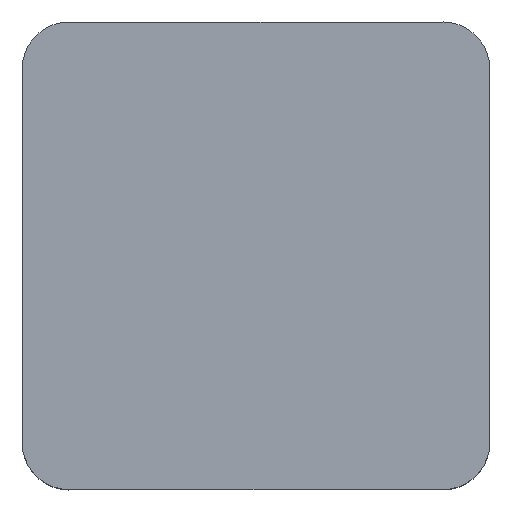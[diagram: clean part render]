
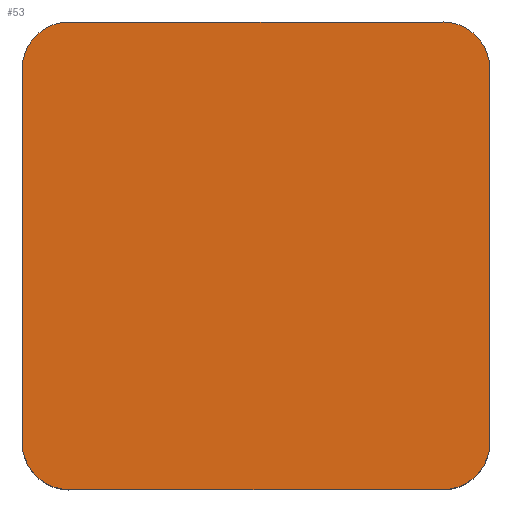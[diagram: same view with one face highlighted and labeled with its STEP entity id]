
A CAD part, top view. The second image highlights one B-rep face of the part: STEP entity #53.
In plain terms, the highlighted planar face has unit normal (0, 0, 1).
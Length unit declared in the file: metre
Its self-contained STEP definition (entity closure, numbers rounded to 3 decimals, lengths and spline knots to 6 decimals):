
#53=ADVANCED_FACE('NONE',(#107),#108,.F.);
#107=FACE_OUTER_BOUND('',#158,.T.);
#108=PLANE('',#159);
#158=EDGE_LOOP('',(#242,#243,#244,#245,#246,#247,#248,#249));
#159=AXIS2_PLACEMENT_3D('',#250,#251,#252);
#242=ORIENTED_EDGE('',*,*,#317,.F.);
#243=ORIENTED_EDGE('',*,*,#336,.T.);
#244=ORIENTED_EDGE('',*,*,#310,.F.);
#245=ORIENTED_EDGE('',*,*,#337,.T.);
#246=ORIENTED_EDGE('',*,*,#325,.F.);
#247=ORIENTED_EDGE('',*,*,#338,.T.);
#248=ORIENTED_EDGE('',*,*,#320,.F.);
#249=ORIENTED_EDGE('',*,*,#339,.T.);
#250=CARTESIAN_POINT('',(-0.093967,0.470049,0.205976));
#251=DIRECTION('',(0.,0.,-1.));
#252=DIRECTION('',(1.,0.,0.));
#310=EDGE_CURVE('NONE',#362,#363,#364,.T.);
#317=EDGE_CURVE('NONE',#374,#376,#377,.T.);
#320=EDGE_CURVE('NONE',#380,#381,#382,.T.);
#325=EDGE_CURVE('NONE',#389,#390,#391,.T.);
#336=EDGE_CURVE('NONE',#374,#363,#404,.T.);
#337=EDGE_CURVE('NONE',#362,#390,#405,.T.);
#338=EDGE_CURVE('NONE',#389,#381,#406,.T.);
#339=EDGE_CURVE('NONE',#380,#376,#407,.T.);
#362=VERTEX_POINT('NONE',#434);
#363=VERTEX_POINT('NONE',#435);
#364=LINE('',#436,#437);
#374=VERTEX_POINT('NONE',#451);
#376=VERTEX_POINT('NONE',#454);
#377=LINE('',#455,#456);
#380=VERTEX_POINT('NONE',#460);
#381=VERTEX_POINT('NONE',#461);
#382=LINE('',#462,#463);
#389=VERTEX_POINT('NONE',#473);
#390=VERTEX_POINT('NONE',#474);
#391=LINE('',#475,#476);
#404=CIRCLE('',#492,0.003);
#405=CIRCLE('',#493,0.003);
#406=CIRCLE('',#494,0.003);
#407=CIRCLE('',#495,0.003);
#434=CARTESIAN_POINT('',(-0.108967,0.458049,0.205976));
#435=CARTESIAN_POINT('',(-0.108967,0.482049,0.205975));
#436=CARTESIAN_POINT('',(-0.108967,0.485049,0.205975));
#437=VECTOR('',#514,1.0);
#451=CARTESIAN_POINT('',(-0.105967,0.485049,0.205975));
#454=CARTESIAN_POINT('',(-0.081967,0.485049,0.205976));
#455=CARTESIAN_POINT('',(-0.078967,0.485049,0.205976));
#456=VECTOR('',#520,1.0);
#460=CARTESIAN_POINT('',(-0.078967,0.482049,0.205976));
#461=CARTESIAN_POINT('',(-0.078967,0.458049,0.205976));
#462=CARTESIAN_POINT('',(-0.078967,0.485049,0.205976));
#463=VECTOR('',#522,1.0);
#473=CARTESIAN_POINT('',(-0.081967,0.455049,0.205976));
#474=CARTESIAN_POINT('',(-0.105967,0.455049,0.205976));
#475=CARTESIAN_POINT('',(-0.078967,0.455049,0.205976));
#476=VECTOR('',#526,1.0);
#492=AXIS2_PLACEMENT_3D('',#545,#546,#547);
#493=AXIS2_PLACEMENT_3D('',#548,#549,#550);
#494=AXIS2_PLACEMENT_3D('',#551,#552,#553);
#495=AXIS2_PLACEMENT_3D('',#554,#555,#556);
#514=DIRECTION('',(0.,1.,0.));
#520=DIRECTION('',(1.,0.,0.));
#522=DIRECTION('',(0.,-1.,0.));
#526=DIRECTION('',(-1.,0.,0.));
#545=CARTESIAN_POINT('',(-0.105967,0.482049,0.205975));
#546=DIRECTION('',(0.,0.,1.));
#547=DIRECTION('',(0.,1.,0.));
#548=CARTESIAN_POINT('',(-0.105967,0.458049,0.205976));
#549=DIRECTION('',(0.,0.,1.));
#550=DIRECTION('',(0.,1.,0.));
#551=CARTESIAN_POINT('',(-0.081967,0.458049,0.205976));
#552=DIRECTION('',(0.,0.,1.));
#553=DIRECTION('',(0.,1.,0.));
#554=CARTESIAN_POINT('',(-0.081967,0.482049,0.205976));
#555=DIRECTION('',(0.,0.,1.));
#556=DIRECTION('',(0.,1.,0.));
